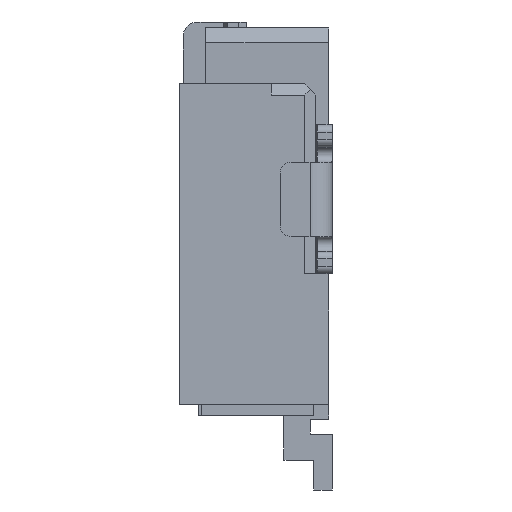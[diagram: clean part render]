
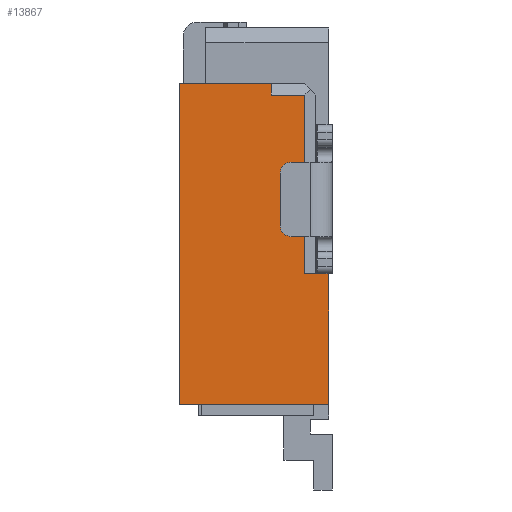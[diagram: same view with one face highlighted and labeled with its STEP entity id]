
A CAD part, left-side view. The second image highlights one B-rep face of the part: STEP entity #13867.
In plain terms, the highlighted planar face has unit normal (-1, 0, 0).
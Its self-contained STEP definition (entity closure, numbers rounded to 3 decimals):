
#4=DIRECTION('',(0.,-1.,0.));
#5=VECTOR('',#4,0.15);
#6=CARTESIAN_POINT('',(-5.65,-0.552,-3.38));
#7=LINE('',#6,#5);
#12=DIRECTION('',(0.,0.,-1.));
#13=VECTOR('',#12,1.75);
#14=CARTESIAN_POINT('',(-5.65,-0.702,-3.38));
#15=LINE('',#14,#13);
#19=DIRECTION('',(0.,1.,0.));
#20=VECTOR('',#19,2.);
#21=CARTESIAN_POINT('',(-5.65,-0.702,-5.13));
#22=LINE('',#21,#20);
#26=DIRECTION('',(0.,0.,1.));
#27=VECTOR('',#26,4.3);
#28=CARTESIAN_POINT('',(-5.65,1.298,-5.13));
#29=LINE('',#28,#27);
#33=DIRECTION('',(0.,-1.,0.));
#34=VECTOR('',#33,1.23);
#35=CARTESIAN_POINT('',(-5.65,1.298,-0.83));
#36=LINE('',#35,#34);
#40=DIRECTION('',(0.,0.,1.));
#41=VECTOR('',#40,0.15);
#42=CARTESIAN_POINT('',(-5.65,0.068,-0.98));
#43=LINE('',#42,#41);
#47=DIRECTION('',(0.,1.,0.));
#48=VECTOR('',#47,0.45);
#49=CARTESIAN_POINT('',(-5.65,-0.382,-0.98));
#50=LINE('',#49,#48);
#54=DIRECTION('',(0.,0.,1.));
#55=VECTOR('',#54,2.4);
#56=CARTESIAN_POINT('',(-5.65,-0.382,-3.38));
#57=LINE('',#56,#55);
#61=DIRECTION('',(0.,-1.,0.));
#62=VECTOR('',#61,0.17);
#63=CARTESIAN_POINT('',(-5.65,-0.382,-3.38));
#64=LINE('',#63,#62);
#11692=CARTESIAN_POINT('',(-5.65,-0.702,-5.13));
#11693=CARTESIAN_POINT('',(-5.65,1.298,-5.13));
#11694=VERTEX_POINT('',#11692);
#11695=VERTEX_POINT('',#11693);
#11696=CARTESIAN_POINT('',(-5.65,1.298,-0.83));
#11697=VERTEX_POINT('',#11696);
#11792=CARTESIAN_POINT('',(-5.65,-0.382,-3.38));
#11793=VERTEX_POINT('',#11792);
#11864=CARTESIAN_POINT('',(-5.65,0.068,-0.98));
#11865=CARTESIAN_POINT('',(-5.65,0.068,-0.83));
#11866=VERTEX_POINT('',#11864);
#11867=VERTEX_POINT('',#11865);
#11868=CARTESIAN_POINT('',(-5.65,-0.382,-0.98));
#11869=VERTEX_POINT('',#11868);
#11938=CARTESIAN_POINT('',(-5.65,-0.552,-3.38));
#11939=CARTESIAN_POINT('',(-5.65,-0.702,-3.38));
#11940=VERTEX_POINT('',#11938);
#11941=VERTEX_POINT('',#11939);
#13842=CARTESIAN_POINT('',(-5.65,0.,0.));
#13843=DIRECTION('',(1.,0.,0.));
#13844=DIRECTION('',(0.,0.,-1.));
#13845=AXIS2_PLACEMENT_3D('',#13842,#13843,#13844);
#13846=PLANE('',#13845);
#13848=ORIENTED_EDGE('',*,*,#13847,.T.);
#13850=ORIENTED_EDGE('',*,*,#13849,.T.);
#13852=ORIENTED_EDGE('',*,*,#13851,.T.);
#13854=ORIENTED_EDGE('',*,*,#13853,.T.);
#13856=ORIENTED_EDGE('',*,*,#13855,.T.);
#13858=ORIENTED_EDGE('',*,*,#13857,.F.);
#13860=ORIENTED_EDGE('',*,*,#13859,.F.);
#13862=ORIENTED_EDGE('',*,*,#13861,.F.);
#13864=ORIENTED_EDGE('',*,*,#13863,.T.);
#13865=EDGE_LOOP('',(#13848,#13850,#13852,#13854,#13856,#13858,#13860,#13862,
#13864));
#13866=FACE_OUTER_BOUND('',#13865,.F.);
#13847=EDGE_CURVE('',#11940,#11941,#7,.T.);
#13849=EDGE_CURVE('',#11941,#11694,#15,.T.);
#13851=EDGE_CURVE('',#11694,#11695,#22,.T.);
#13853=EDGE_CURVE('',#11695,#11697,#29,.T.);
#13855=EDGE_CURVE('',#11697,#11867,#36,.T.);
#13857=EDGE_CURVE('',#11866,#11867,#43,.T.);
#13859=EDGE_CURVE('',#11869,#11866,#50,.T.);
#13861=EDGE_CURVE('',#11793,#11869,#57,.T.);
#13863=EDGE_CURVE('',#11793,#11940,#64,.T.);
#13867=ADVANCED_FACE('',(#13866),#13846,.F.);
